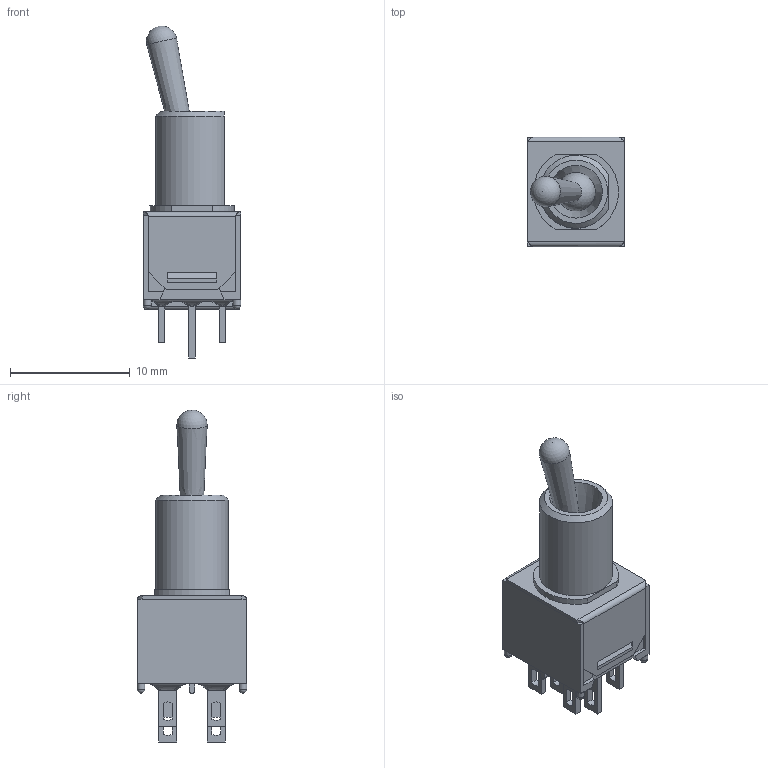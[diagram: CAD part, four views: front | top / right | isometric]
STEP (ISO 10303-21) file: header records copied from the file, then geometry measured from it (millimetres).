
FILE_DESCRIPTION(/* description */ (''),/* implementation_level */ '2;1');
FILE_NAME(/* name */ '200MDPxT1B5M1xE.stp',/* time_stamp */ '2026-01-21T17:51:30-06:00',/* author */ ('jmeyers'),/* organization */ (''),/* preprocessor_version */ 'ST-DEVELOPER v18.1',/* originating_system */ 'Autodesk Inventor 2022',/* authorisation */ '');
FILE_SCHEMA (('AUTOMOTIVE_DESIGN { 1 0 10303 214 3 1 1 }'));
Length unit declared in the file: inch
Products named in the file (1): Part19
Bounding box: 8.13 x 9.14 x 27.68 mm (x, y, z)
Volume: 454.7 mm3; surface area: 1316.3 mm2
Topology: 1 solids, 2 shells, 216 faces, 608 edges, 393 vertices
Faces by surface type: plane 154, cylinder 36, bspline 16, sphere 7, cone 3
Full cylindrical faces by diameter (mm): 0.65 x4, 3.25 x2
Entity records: 8013 total; most frequent: CARTESIAN_POINT 2529, ORIENTED_EDGE 1204, DIRECTION 1007, EDGE_CURVE 602, LINE 425, VECTOR 425, VERTEX_POINT 393, AXIS2_PLACEMENT_3D 291
